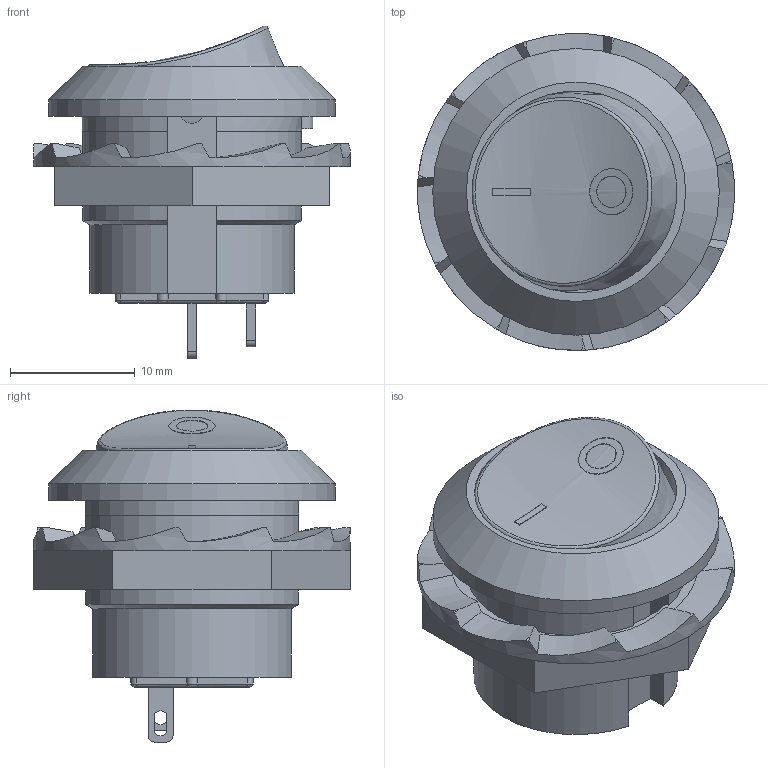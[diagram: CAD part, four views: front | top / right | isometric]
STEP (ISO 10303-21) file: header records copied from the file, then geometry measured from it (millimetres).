
FILE_DESCRIPTION((''),'2;1');
FILE_NAME('RR3130AxxxxxxFS.stp','2018-01-18T15:54:27',('mwilliams'),(''),'Autodesk Inventor 2012','Autodesk Inventor 2012','');
FILE_SCHEMA(('AUTOMOTIVE_DESIGN { 1 0 10303 214 1 1 1 1 }'));
Length unit declared in the file: millimetre
Products named in the file (1): RR3130AxxxxxxFS
Bounding box: 25.44 x 25.5 x 26.63 mm (x, y, z)
Volume: 4752.2 mm3; surface area: 4151.7 mm2
Topology: 1 solids, 2 shells, 260 faces, 781 edges, 503 vertices
Faces by surface type: plane 170, cylinder 75, bspline 9, cone 6
Full cylindrical faces by diameter (mm): 1.9 x2, 3.2 x1, 4.9 x1, 20 x1, 23 x1, 25.44 x1
Entity records: 11906 total; most frequent: CARTESIAN_POINT 4574, ORIENTED_EDGE 1534, DIRECTION 1425, EDGE_CURVE 767, VERTEX_POINT 497, VECTOR 487, LINE 487, AXIS2_PLACEMENT_3D 469
